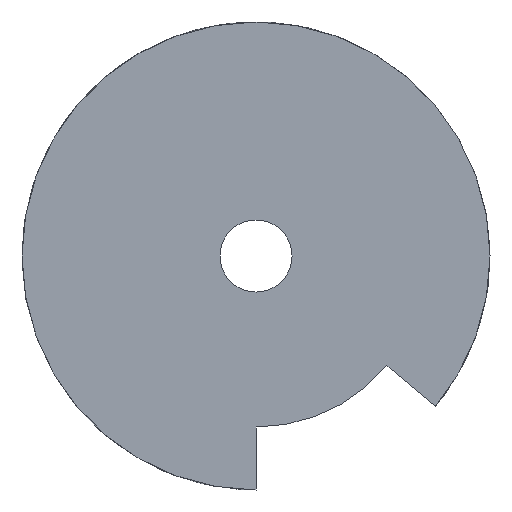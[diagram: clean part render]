
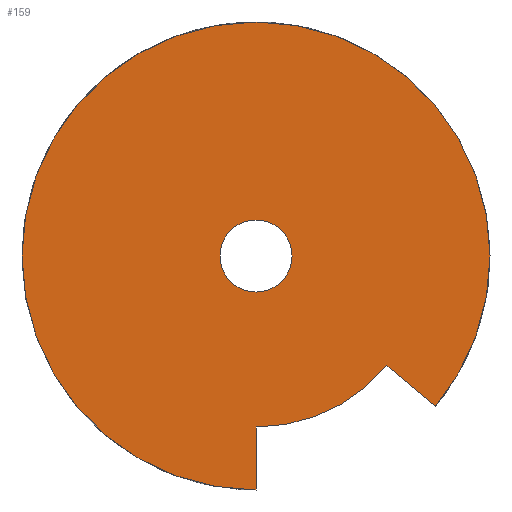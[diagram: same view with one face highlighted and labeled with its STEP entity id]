
A CAD part, front view. The second image highlights one B-rep face of the part: STEP entity #159.
In plain terms, the highlighted planar face has unit normal (0, -1, 0).
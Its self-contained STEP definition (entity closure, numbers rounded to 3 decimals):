
#1 = ORIENTED_EDGE ( 'NONE', *, *, #14, .F. ) ;
#14 = EDGE_CURVE ( 'NONE', #424, #175, #85, .T. ) ;
#39 = DIRECTION ( 'NONE',  ( 0., 1., 0. ) ) ;
#85 = LINE ( 'NONE', #601, #318 ) ;
#91 = DIRECTION ( 'NONE',  ( 0., 0., 1. ) ) ;
#93 = CARTESIAN_POINT ( 'NONE',  ( 199.172, 0., -167.125 ) ) ;
#105 = CARTESIAN_POINT ( 'NONE',  ( 0., 0., 0. ) ) ;
#141 = EDGE_CURVE ( 'NONE', #388, #357, #359, .T. ) ;
#151 = FACE_OUTER_BOUND ( 'NONE', #671, .T. ) ;
#159 = ADVANCED_FACE ( 'NONE', ( #405, #151 ), #176, .F. ) ;
#164 = CARTESIAN_POINT ( 'NONE',  ( 0., 0., 0. ) ) ;
#175 = VERTEX_POINT ( 'NONE', #322 ) ;
#176 = PLANE ( 'NONE',  #392 ) ;
#195 = DIRECTION ( 'NONE',  ( 0., 1., 0. ) ) ;
#203 = VERTEX_POINT ( 'NONE', #93 ) ;
#235 = CIRCLE ( 'NONE', #590, 190. ) ;
#246 = CARTESIAN_POINT ( 'NONE',  ( 145.548, 0., -122.13 ) ) ;
#248 = DIRECTION ( 'NONE',  ( 0., 0., -1. ) ) ;
#270 = AXIS2_PLACEMENT_3D ( 'NONE', #105, #589, #415 ) ;
#307 = ORIENTED_EDGE ( 'NONE', *, *, #524, .T. ) ;
#311 = DIRECTION ( 'NONE',  ( 0., 0., 1. ) ) ;
#318 = VECTOR ( 'NONE', #248, 1000. ) ;
#322 = CARTESIAN_POINT ( 'NONE',  ( 0., 0., -260. ) ) ;
#326 = CARTESIAN_POINT ( 'NONE',  ( 0., 0., 0. ) ) ;
#327 = ORIENTED_EDGE ( 'NONE', *, *, #141, .T. ) ;
#346 = CARTESIAN_POINT ( 'NONE',  ( 0., 0., -190. ) ) ;
#349 = CARTESIAN_POINT ( 'NONE',  ( 0., 0., 0. ) ) ;
#357 = VERTEX_POINT ( 'NONE', #552 ) ;
#359 = CIRCLE ( 'NONE', #447, 40. ) ;
#360 = CARTESIAN_POINT ( 'NONE',  ( 0., 0., 0. ) ) ;
#372 = DIRECTION ( 'NONE',  ( 0., 0., 1. ) ) ;
#375 = VECTOR ( 'NONE', #529, 1000. ) ;
#377 = LINE ( 'NONE', #425, #375 ) ;
#388 = VERTEX_POINT ( 'NONE', #490 ) ;
#392 = AXIS2_PLACEMENT_3D ( 'NONE', #326, #531, #311 ) ;
#399 = DIRECTION ( 'NONE',  ( 0., 0., 1. ) ) ;
#401 = VERTEX_POINT ( 'NONE', #246 ) ;
#405 = FACE_BOUND ( 'NONE', #478, .T. ) ;
#415 = DIRECTION ( 'NONE',  ( 0., 0., 1. ) ) ;
#424 = VERTEX_POINT ( 'NONE', #346 ) ;
#425 = CARTESIAN_POINT ( 'NONE',  ( 0., 0., 0. ) ) ;
#447 = AXIS2_PLACEMENT_3D ( 'NONE', #349, #39, #399 ) ;
#457 = AXIS2_PLACEMENT_3D ( 'NONE', #164, #538, #372 ) ;
#460 = EDGE_CURVE ( 'NONE', #401, #424, #235, .T. ) ;
#461 = ORIENTED_EDGE ( 'NONE', *, *, #527, .T. ) ;
#478 = EDGE_LOOP ( 'NONE', ( #327, #461 ) ) ;
#490 = CARTESIAN_POINT ( 'NONE',  ( 0., 0., -40. ) ) ;
#501 = ORIENTED_EDGE ( 'NONE', *, *, #460, .F. ) ;
#524 = EDGE_CURVE ( 'NONE', #401, #203, #377, .T. ) ;
#527 = EDGE_CURVE ( 'NONE', #357, #388, #649, .T. ) ;
#529 = DIRECTION ( 'NONE',  ( 0.766, 0., -0.643 ) ) ;
#531 = DIRECTION ( 'NONE',  ( 0., 1., 0. ) ) ;
#538 = DIRECTION ( 'NONE',  ( 0., 1., 0. ) ) ;
#552 = CARTESIAN_POINT ( 'NONE',  ( 0., 0., 40. ) ) ;
#589 = DIRECTION ( 'NONE',  ( 0., 1., 0. ) ) ;
#590 = AXIS2_PLACEMENT_3D ( 'NONE', #360, #195, #91 ) ;
#599 = ORIENTED_EDGE ( 'NONE', *, *, #604, .F. ) ;
#601 = CARTESIAN_POINT ( 'NONE',  ( 0., 0., 0. ) ) ;
#604 = EDGE_CURVE ( 'NONE', #175, #203, #616, .T. ) ;
#616 = CIRCLE ( 'NONE', #457, 260. ) ;
#649 = CIRCLE ( 'NONE', #270, 40. ) ;
#671 = EDGE_LOOP ( 'NONE', ( #1, #501, #307, #599 ) ) ;
